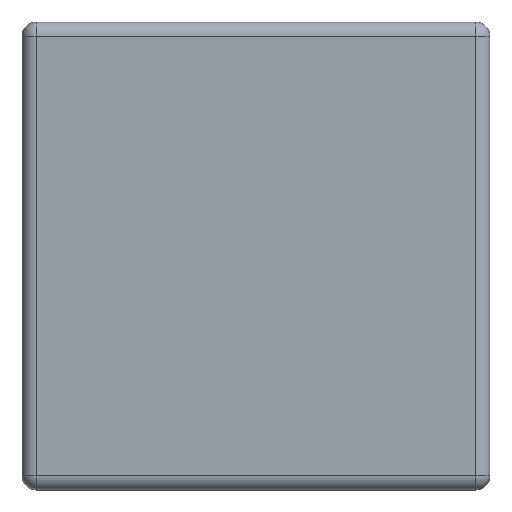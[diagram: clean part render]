
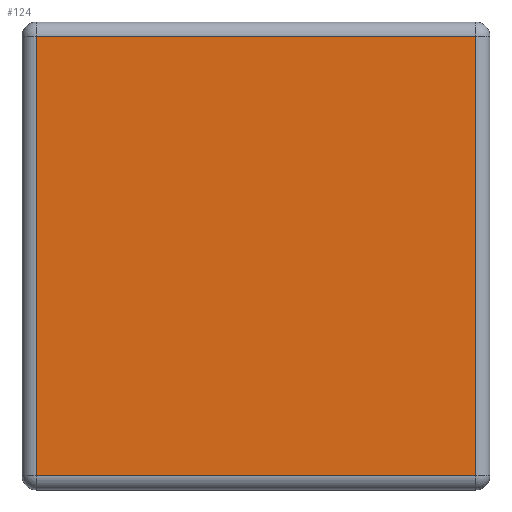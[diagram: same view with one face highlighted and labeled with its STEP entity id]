
A CAD part, top view. The second image highlights one B-rep face of the part: STEP entity #124.
In plain terms, the highlighted planar face has unit normal (0, 0, 1).
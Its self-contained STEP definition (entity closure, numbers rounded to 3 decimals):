
#124 = ADVANCED_FACE( '', ( #318 ), #319, .T. );
#318 = FACE_OUTER_BOUND( '', #591, .T. );
#319 = PLANE( '', #592 );
#591 = EDGE_LOOP( '', ( #907, #908, #909, #910 ) );
#592 = AXIS2_PLACEMENT_3D( '', #911, #912, #913 );
#907 = ORIENTED_EDGE( '', *, *, #1602, .T. );
#908 = ORIENTED_EDGE( '', *, *, #1603, .T. );
#909 = ORIENTED_EDGE( '', *, *, #1604, .T. );
#910 = ORIENTED_EDGE( '', *, *, #1570, .T. );
#911 = CARTESIAN_POINT( '', ( 0., 0., 26. ) );
#912 = DIRECTION( '', ( 0., 0., 1. ) );
#913 = DIRECTION( '', ( 1., 0., 0. ) );
#1570 = EDGE_CURVE( '', #1854, #1858, #1860, .T. );
#1602 = EDGE_CURVE( '', #1858, #1917, #1918, .T. );
#1603 = EDGE_CURVE( '', #1917, #1919, #1920, .T. );
#1604 = EDGE_CURVE( '', #1919, #1854, #1921, .T. );
#1854 = VERTEX_POINT( '', #2261 );
#1858 = VERTEX_POINT( '', #2266 );
#1860 = LINE( '', #2268, #2269 );
#1917 = VERTEX_POINT( '', #2345 );
#1918 = LINE( '', #2346, #2347 );
#1919 = VERTEX_POINT( '', #2348 );
#1920 = LINE( '', #2349, #2350 );
#1921 = LINE( '', #2351, #2352 );
#2261 = CARTESIAN_POINT( '', ( 30.5, -30.5, 26. ) );
#2266 = CARTESIAN_POINT( '', ( 30.5, 30.5, 26. ) );
#2268 = CARTESIAN_POINT( '', ( 30.5, 32.5, 26. ) );
#2269 = VECTOR( '', #2814, 1000. );
#2345 = CARTESIAN_POINT( '', ( -30.5, 30.5, 26. ) );
#2346 = CARTESIAN_POINT( '', ( -32.5, 30.5, 26. ) );
#2347 = VECTOR( '', #2855, 1000. );
#2348 = CARTESIAN_POINT( '', ( -30.5, -30.5, 26. ) );
#2349 = CARTESIAN_POINT( '', ( -30.5, -32.5, 26. ) );
#2350 = VECTOR( '', #2856, 1000. );
#2351 = CARTESIAN_POINT( '', ( 32.5, -30.5, 26. ) );
#2352 = VECTOR( '', #2857, 1000. );
#2814 = DIRECTION( '', ( 0., 1., 0. ) );
#2855 = DIRECTION( '', ( -1., 0., 0. ) );
#2856 = DIRECTION( '', ( 0., -1., 0. ) );
#2857 = DIRECTION( '', ( 1., 0., 0. ) );
